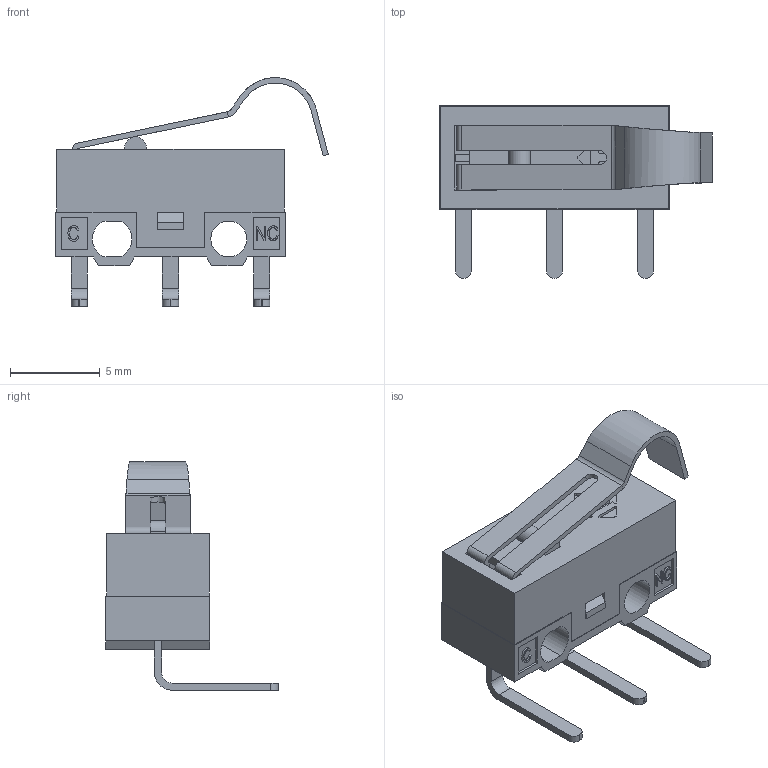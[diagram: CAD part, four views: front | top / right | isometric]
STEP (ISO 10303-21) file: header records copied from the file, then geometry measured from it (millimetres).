
FILE_DESCRIPTION(/* description */ ('','CAx-IF Rec.Pracs.---Representation and Presentation of Product Manufacturing Information (PMI)---4.0---2014-10-13'),/* implementation_level */ '2;1');
FILE_NAME(/* name */ 'SS075xx03FxxxV1A.stp',/* time_stamp */ '2018-12-13T14:38:14-06:00',/* author */ ('mwilliams'),/* organization */ (''),/* preprocessor_version */ 'ST-DEVELOPER v17',/* originating_system */ 'Autodesk Inventor 2018',/* authorisation */ '');
FILE_SCHEMA (('AP242_MANAGED_MODEL_BASED_3D_ENGINEERING_MIM_LF { 1 0 10303 442 1 1 4 }'));
Length unit declared in the file: millimetre
Products named in the file (6): Q971022; DMtop; DMbottom; DMplunger; DM 2K SERIES ACTUATOR; DM TERM Rt Angle
Assembly tree (7 placements, depth 2):
  Q971022
    DMtop
    DMbottom
    DMplunger
    DM 2K SERIES ACTUATOR
    DM TERM Rt Angle  x3
Bounding box: 15.2 x 9.6 x 12.73 mm (x, y, z)
Volume: 269.4 mm3; surface area: 971 mm2
Topology: 10 solids, 10 shells, 254 faces, 667 edges, 442 vertices
Faces by surface type: plane 199, cylinder 39, bspline 16
Full cylindrical faces by diameter (mm): 2 x1
Entity records: 7106 total; most frequent: CARTESIAN_POINT 1424, ORIENTED_EDGE 1166, DIRECTION 1043, EDGE_CURVE 583, LINE 489, VECTOR 489, VERTEX_POINT 386, AXIS2_PLACEMENT_3D 277
